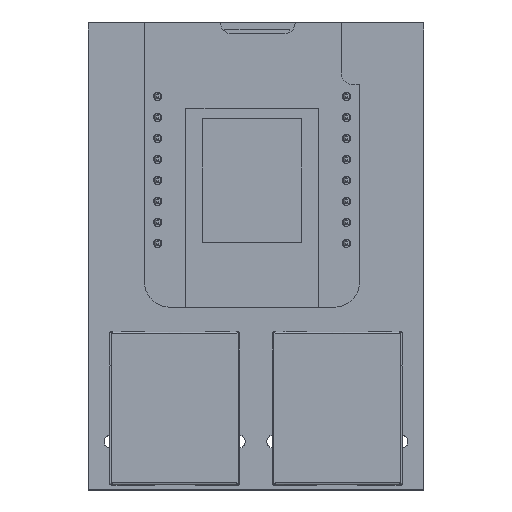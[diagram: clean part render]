
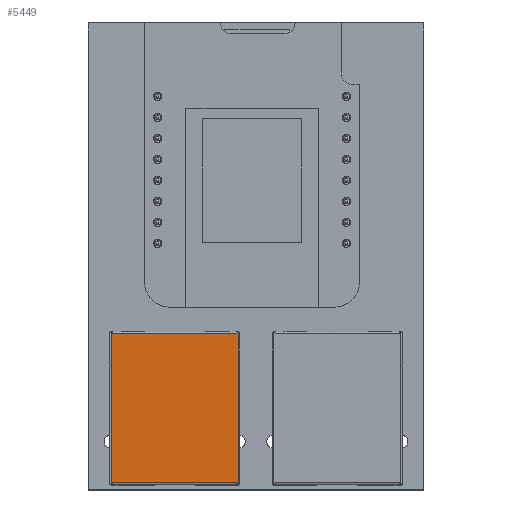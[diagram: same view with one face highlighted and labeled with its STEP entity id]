
A CAD part, top view. The second image highlights one B-rep face of the part: STEP entity #5449.
In plain terms, the highlighted free-form (B-spline) face has degree [1, 1] with [2, 2] control points.
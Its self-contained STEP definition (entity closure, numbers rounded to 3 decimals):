
#5255 = ( BOUNDED_SURFACE() B_SPLINE_SURFACE(2,1,(
    (#5256,#5257)
    ,(#5258,#5259)
    ,(#5260,#5261
)),.UNSPECIFIED.,.F.,.F.,.F.) B_SPLINE_SURFACE_WITH_KNOTS((3,3),(2,2),(
    0.,1.571),(-15.329,0.),.PIECEWISE_BEZIER_KNOTS.) 
GEOMETRIC_REPRESENTATION_ITEM() RATIONAL_B_SPLINE_SURFACE((
    (1.,1.)
    ,(0.707,0.707)
,(1.,1.))) REPRESENTATION_ITEM('') SURFACE() );
#5256 = CARTESIAN_POINT('',(-7.665,6.3,-18.6));
#5257 = CARTESIAN_POINT('',(7.665,6.3,-18.6));
#5258 = CARTESIAN_POINT('',(-7.665,6.6,-18.6));
#5259 = CARTESIAN_POINT('',(7.665,6.6,-18.6));
#5260 = CARTESIAN_POINT('',(-7.665,6.6,-18.3));
#5261 = CARTESIAN_POINT('',(7.665,6.6,-18.3));
#5449 = ADVANCED_FACE('',(#5450),#5463,.F.);
#5450 = FACE_BOUND('',#5451,.F.);
#5451 = EDGE_LOOP('',(#5452,#5484,#5505,#5530));
#5452 = ORIENTED_EDGE('',*,*,#5453,.T.);
#5453 = EDGE_CURVE('',#5454,#5456,#5458,.T.);
#5454 = VERTEX_POINT('',#5455);
#5455 = CARTESIAN_POINT('',(-7.665,6.6,-0.25));
#5456 = VERTEX_POINT('',#5457);
#5457 = CARTESIAN_POINT('',(-7.665,6.6,-18.3));
#5458 = SURFACE_CURVE('',#5459,(#5462,#5473),.PCURVE_S1.);
#5459 = B_SPLINE_CURVE_WITH_KNOTS('',1,(#5460,#5461),.UNSPECIFIED.,.F.,
  .F.,(2,2),(0.05,18.1),.PIECEWISE_BEZIER_KNOTS.);
#5460 = CARTESIAN_POINT('',(-7.665,6.6,-0.25));
#5461 = CARTESIAN_POINT('',(-7.665,6.6,-18.3));
#5462 = PCURVE('',#5463,#5468);
#5463 = B_SPLINE_SURFACE_WITH_KNOTS('',1,1,(
    (#5464,#5465)
    ,(#5466,#5467
    )),.UNSPECIFIED.,.F.,.F.,.F.,(2,2),(2,2),(0.25,18.3),(
    -7.665,7.665),.PIECEWISE_BEZIER_KNOTS.);
#5464 = CARTESIAN_POINT('',(-7.665,6.6,-0.25));
#5465 = CARTESIAN_POINT('',(7.665,6.6,-0.25));
#5466 = CARTESIAN_POINT('',(-7.665,6.6,-18.3));
#5467 = CARTESIAN_POINT('',(7.665,6.6,-18.3));
#5468 = DEFINITIONAL_REPRESENTATION('',(#5469),#5472);
#5469 = B_SPLINE_CURVE_WITH_KNOTS('',1,(#5470,#5471),.UNSPECIFIED.,.F.,
  .F.,(2,2),(0.05,18.1),.PIECEWISE_BEZIER_KNOTS.);
#5470 = CARTESIAN_POINT('',(0.25,-7.665));
#5471 = CARTESIAN_POINT('',(18.3,-7.665));
#5472 = ( GEOMETRIC_REPRESENTATION_CONTEXT(2) 
PARAMETRIC_REPRESENTATION_CONTEXT() REPRESENTATION_CONTEXT('2D SPACE',''
  ) );
#5473 = PCURVE('',#5474,#5479);
#5474 = B_SPLINE_SURFACE_WITH_KNOTS('',1,1,(
    (#5475,#5476)
    ,(#5477,#5478
    )),.UNSPECIFIED.,.F.,.F.,.F.,(2,2),(2,2),(-18.1,-0.05),(
    0.,0.2),.PIECEWISE_BEZIER_KNOTS.);
#5475 = CARTESIAN_POINT('',(-7.665,6.4,-18.3));
#5476 = CARTESIAN_POINT('',(-7.665,6.6,-18.3));
#5477 = CARTESIAN_POINT('',(-7.665,6.4,-0.25));
#5478 = CARTESIAN_POINT('',(-7.665,6.6,-0.25));
#5479 = DEFINITIONAL_REPRESENTATION('',(#5480),#5483);
#5480 = B_SPLINE_CURVE_WITH_KNOTS('',1,(#5481,#5482),.UNSPECIFIED.,.F.,
  .F.,(2,2),(0.05,18.1),.PIECEWISE_BEZIER_KNOTS.);
#5481 = CARTESIAN_POINT('',(-0.05,0.2));
#5482 = CARTESIAN_POINT('',(-18.1,0.2));
#5483 = ( GEOMETRIC_REPRESENTATION_CONTEXT(2) 
PARAMETRIC_REPRESENTATION_CONTEXT() REPRESENTATION_CONTEXT('2D SPACE',''
  ) );
#5484 = ORIENTED_EDGE('',*,*,#5485,.F.);
#5485 = EDGE_CURVE('',#5486,#5456,#5488,.T.);
#5486 = VERTEX_POINT('',#5487);
#5487 = CARTESIAN_POINT('',(7.665,6.6,-18.3));
#5488 = SURFACE_CURVE('',#5489,(#5492,#5498),.PCURVE_S1.);
#5489 = B_SPLINE_CURVE_WITH_KNOTS('',1,(#5490,#5491),.UNSPECIFIED.,.F.,
  .F.,(2,2),(0.,15.329),.PIECEWISE_BEZIER_KNOTS.);
#5490 = CARTESIAN_POINT('',(7.665,6.6,-18.3));
#5491 = CARTESIAN_POINT('',(-7.665,6.6,-18.3));
#5492 = PCURVE('',#5463,#5493);
#5493 = DEFINITIONAL_REPRESENTATION('',(#5494),#5497);
#5494 = B_SPLINE_CURVE_WITH_KNOTS('',1,(#5495,#5496),.UNSPECIFIED.,.F.,
  .F.,(2,2),(0.,15.329),.PIECEWISE_BEZIER_KNOTS.);
#5495 = CARTESIAN_POINT('',(18.3,7.665));
#5496 = CARTESIAN_POINT('',(18.3,-7.665));
#5497 = ( GEOMETRIC_REPRESENTATION_CONTEXT(2) 
PARAMETRIC_REPRESENTATION_CONTEXT() REPRESENTATION_CONTEXT('2D SPACE',''
  ) );
#5498 = PCURVE('',#5255,#5499);
#5499 = DEFINITIONAL_REPRESENTATION('',(#5500),#5504);
#5500 = B_SPLINE_CURVE_WITH_KNOTS('',2,(#5501,#5502,#5503),
  .UNSPECIFIED.,.F.,.F.,(3,3),(0.,15.329),
  .PIECEWISE_BEZIER_KNOTS.);
#5501 = CARTESIAN_POINT('',(1.571,0.));
#5502 = CARTESIAN_POINT('',(1.571,-7.665));
#5503 = CARTESIAN_POINT('',(1.571,-15.329));
#5504 = ( GEOMETRIC_REPRESENTATION_CONTEXT(2) 
PARAMETRIC_REPRESENTATION_CONTEXT() REPRESENTATION_CONTEXT('2D SPACE',''
  ) );
#5505 = ORIENTED_EDGE('',*,*,#5506,.F.);
#5506 = EDGE_CURVE('',#5507,#5486,#5509,.T.);
#5507 = VERTEX_POINT('',#5508);
#5508 = CARTESIAN_POINT('',(7.665,6.6,-0.25));
#5509 = SURFACE_CURVE('',#5510,(#5513,#5519),.PCURVE_S1.);
#5510 = B_SPLINE_CURVE_WITH_KNOTS('',1,(#5511,#5512),.UNSPECIFIED.,.F.,
  .F.,(2,2),(0.25,18.3),.PIECEWISE_BEZIER_KNOTS.);
#5511 = CARTESIAN_POINT('',(7.665,6.6,-0.25));
#5512 = CARTESIAN_POINT('',(7.665,6.6,-18.3));
#5513 = PCURVE('',#5463,#5514);
#5514 = DEFINITIONAL_REPRESENTATION('',(#5515),#5518);
#5515 = B_SPLINE_CURVE_WITH_KNOTS('',1,(#5516,#5517),.UNSPECIFIED.,.F.,
  .F.,(2,2),(0.25,18.3),.PIECEWISE_BEZIER_KNOTS.);
#5516 = CARTESIAN_POINT('',(0.25,7.665));
#5517 = CARTESIAN_POINT('',(18.3,7.665));
#5518 = ( GEOMETRIC_REPRESENTATION_CONTEXT(2) 
PARAMETRIC_REPRESENTATION_CONTEXT() REPRESENTATION_CONTEXT('2D SPACE',''
  ) );
#5519 = PCURVE('',#5520,#5525);
#5520 = B_SPLINE_SURFACE_WITH_KNOTS('',1,1,(
    (#5521,#5522)
    ,(#5523,#5524
    )),.UNSPECIFIED.,.F.,.F.,.F.,(2,2),(2,2),(-18.1,-0.05),(0.,0.2),
  .PIECEWISE_BEZIER_KNOTS.);
#5521 = CARTESIAN_POINT('',(7.665,6.4,-18.3));
#5522 = CARTESIAN_POINT('',(7.665,6.6,-18.3));
#5523 = CARTESIAN_POINT('',(7.665,6.4,-0.25));
#5524 = CARTESIAN_POINT('',(7.665,6.6,-0.25));
#5525 = DEFINITIONAL_REPRESENTATION('',(#5526),#5529);
#5526 = B_SPLINE_CURVE_WITH_KNOTS('',1,(#5527,#5528),.UNSPECIFIED.,.F.,
  .F.,(2,2),(0.25,18.3),.PIECEWISE_BEZIER_KNOTS.);
#5527 = CARTESIAN_POINT('',(-0.05,0.2));
#5528 = CARTESIAN_POINT('',(-18.1,0.2));
#5529 = ( GEOMETRIC_REPRESENTATION_CONTEXT(2) 
PARAMETRIC_REPRESENTATION_CONTEXT() REPRESENTATION_CONTEXT('2D SPACE',''
  ) );
#5530 = ORIENTED_EDGE('',*,*,#5531,.T.);
#5531 = EDGE_CURVE('',#5507,#5454,#5532,.T.);
#5532 = SURFACE_CURVE('',#5533,(#5536,#5542),.PCURVE_S1.);
#5533 = B_SPLINE_CURVE_WITH_KNOTS('',1,(#5534,#5535),.UNSPECIFIED.,.F.,
  .F.,(2,2),(-15.565,-0.235),.PIECEWISE_BEZIER_KNOTS.);
#5534 = CARTESIAN_POINT('',(7.665,6.6,-0.25));
#5535 = CARTESIAN_POINT('',(-7.665,6.6,-0.25));
#5536 = PCURVE('',#5463,#5537);
#5537 = DEFINITIONAL_REPRESENTATION('',(#5538),#5541);
#5538 = B_SPLINE_CURVE_WITH_KNOTS('',1,(#5539,#5540),.UNSPECIFIED.,.F.,
  .F.,(2,2),(-15.565,-0.235),.PIECEWISE_BEZIER_KNOTS.);
#5539 = CARTESIAN_POINT('',(0.25,7.665));
#5540 = CARTESIAN_POINT('',(0.25,-7.665));
#5541 = ( GEOMETRIC_REPRESENTATION_CONTEXT(2) 
PARAMETRIC_REPRESENTATION_CONTEXT() REPRESENTATION_CONTEXT('2D SPACE',''
  ) );
#5542 = PCURVE('',#5543,#5550);
#5543 = ( BOUNDED_SURFACE() B_SPLINE_SURFACE(2,1,(
    (#5544,#5545)
    ,(#5546,#5547)
    ,(#5548,#5549
)),.UNSPECIFIED.,.F.,.F.,.F.) B_SPLINE_SURFACE_WITH_KNOTS((3,3),(2,2),(
    0.,1.571),(-15.329,0.),.PIECEWISE_BEZIER_KNOTS.) 
GEOMETRIC_REPRESENTATION_ITEM() RATIONAL_B_SPLINE_SURFACE((
    (1.,1.)
    ,(0.707,0.707)
,(1.,1.))) REPRESENTATION_ITEM('') SURFACE() );
#5544 = CARTESIAN_POINT('',(-7.665,6.6,-0.25));
#5545 = CARTESIAN_POINT('',(7.665,6.6,-0.25));
#5546 = CARTESIAN_POINT('',(-7.665,6.6,0.));
#5547 = CARTESIAN_POINT('',(7.665,6.6,0.));
#5548 = CARTESIAN_POINT('',(-7.665,6.35,0.));
#5549 = CARTESIAN_POINT('',(7.665,6.35,0.));
#5550 = DEFINITIONAL_REPRESENTATION('',(#5551),#5555);
#5551 = B_SPLINE_CURVE_WITH_KNOTS('',2,(#5552,#5553,#5554),
  .UNSPECIFIED.,.F.,.F.,(3,3),(-15.565,-0.235),
  .PIECEWISE_BEZIER_KNOTS.);
#5552 = CARTESIAN_POINT('',(0.,0.));
#5553 = CARTESIAN_POINT('',(0.,-7.665));
#5554 = CARTESIAN_POINT('',(0.,-15.329));
#5555 = ( GEOMETRIC_REPRESENTATION_CONTEXT(2) 
PARAMETRIC_REPRESENTATION_CONTEXT() REPRESENTATION_CONTEXT('2D SPACE',''
  ) );
